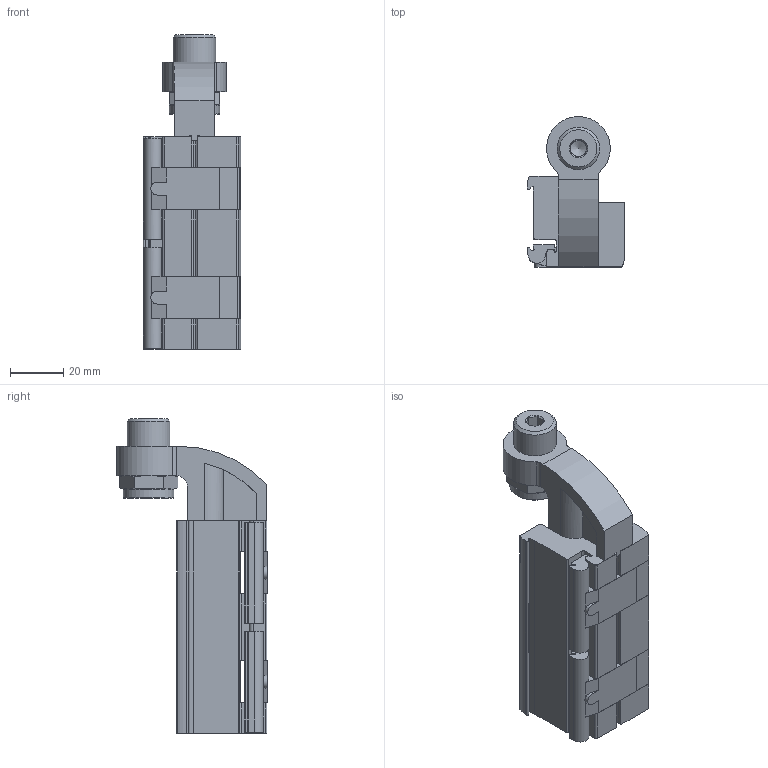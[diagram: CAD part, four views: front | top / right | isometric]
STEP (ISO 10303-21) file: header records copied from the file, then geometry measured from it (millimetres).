
FILE_DESCRIPTION(/* description */ ('STEP AP214'),/* implementation_level */ '2;1');
FILE_NAME(/* name */ '541691_KYC-18',/* time_stamp */ '2024-08-22T16:16:20+02:00',/* author */ ('License CC BY-ND 4.0'),/* organization */ ('CADENAS'),/* preprocessor_version */ 'ST-DEVELOPER v19.3',/* originating_system */ 'PARTsolutions',/* authorisation */ ' ');
FILE_SCHEMA (('AUTOMOTIVE_DESIGN {1 0 10303 214 3 1 1}'));
Length unit declared in the file: millimetre
Products named in the file (7): 541691 KYC-18; 690921 KYC-18; 690917 KYC-18; 691765 KYC-18/25/32; 348988 SPZ; 713001 DADM-DGC/KYC-18/40; DIN-912 - M6x80(F)
Assembly tree (7 placements, depth 2):
  541691 KYC-18
    690921 KYC-18
    690917 KYC-18
    691765 KYC-18/25/32
    348988 SPZ
    713001 DADM-DGC/KYC-18/40  x2
    DIN-912 - M6x80(F)
Bounding box: 36.8 x 56.6 x 118.5 mm (x, y, z)
Volume: 91151.3 mm3; surface area: 31878.6 mm2
Topology: 7 solids, 7 shells, 300 faces, 782 edges, 501 vertices
Faces by surface type: plane 148, cylinder 109, cone 41, torus 2
Full cylindrical faces by diameter (mm): 4.917 x3, 6 x2, 6.6 x1, 10 x1, 11 x3, 13.6 x1, 14.917 x2, 16 x1, 19 x1
Entity records: 7740 total; most frequent: CARTESIAN_POINT 1420, DIRECTION 1322, ORIENTED_EDGE 1216, EDGE_CURVE 608, AXIS2_PLACEMENT_3D 490, VERTEX_POINT 413, LINE 342, VECTOR 342
